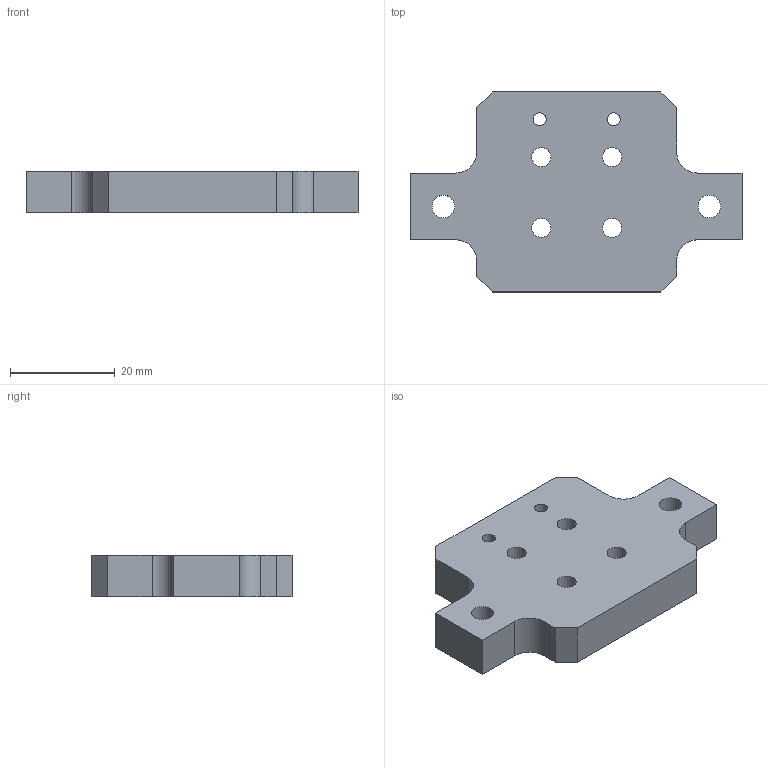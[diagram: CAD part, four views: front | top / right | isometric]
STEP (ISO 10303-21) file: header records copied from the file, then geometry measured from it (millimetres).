
FILE_DESCRIPTION(/* description */ (''),/* implementation_level */ '2;1');
FILE_NAME(/* name */ '0516_plate adapter voice coil magnet small.stp',/* time_stamp */ '2020-05-25T21:07:44-07:00',/* author */ (''),/* organization */ (''),/* preprocessor_version */ 'ST-DEVELOPER v14',/* originating_system */ 'SIEMENS PLM Software NX 8.0',/* authorisation */ '');
FILE_SCHEMA (('AUTOMOTIVE_DESIGN { 1 0 10303 214 3 1 1 1 }'));
Length unit declared in the file: millimetre
Products named in the file (1): 0516_plate adapter voice coil magnet small
Bounding box: 63.24 x 38.1 x 8 mm (x, y, z)
Volume: 13307.3 mm3; surface area: 5668.8 mm2
Topology: 1 solids, 1 shells, 38 faces, 98 edges, 66 vertices
Faces by surface type: plane 22, cylinder 16
Full cylindrical faces by diameter (mm): 2.5 x2, 3.658 x4, 4.3 x2, 5.556 x4
Entity records: 1148 total; most frequent: DIRECTION 194, CARTESIAN_POINT 187, ORIENTED_EDGE 168, EDGE_CURVE 84, AXIS2_PLACEMENT_3D 71, EDGE_LOOP 70, VERTEX_POINT 64, LINE 52
